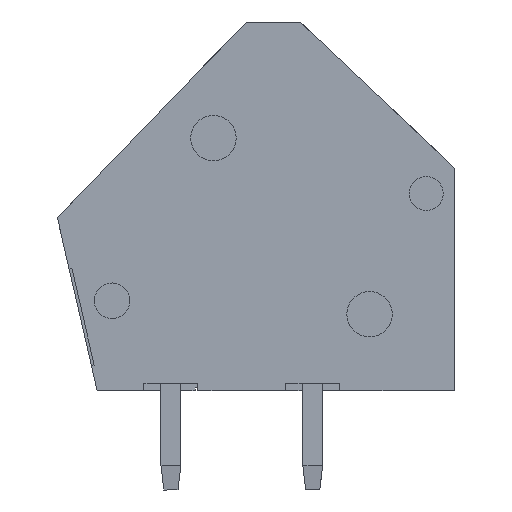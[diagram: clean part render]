
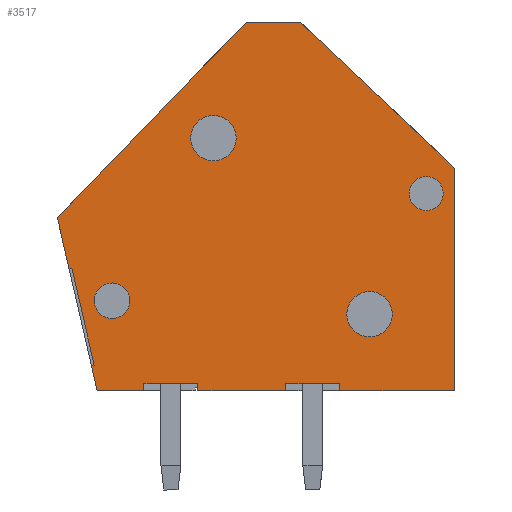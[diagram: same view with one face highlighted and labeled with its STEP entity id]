
A CAD part, left-side view. The second image highlights one B-rep face of the part: STEP entity #3517.
In plain terms, the highlighted planar face has unit normal (-1, 0, 0).
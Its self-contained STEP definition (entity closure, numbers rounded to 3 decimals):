
#145=CIRCLE('',#3764,0.625);
#146=CIRCLE('',#3765,0.8);
#147=CIRCLE('',#3766,0.8);
#148=CIRCLE('',#3767,0.6);
#295=ORIENTED_EDGE('',*,*,#1300,.T.);
#296=ORIENTED_EDGE('',*,*,#1301,.T.);
#297=ORIENTED_EDGE('',*,*,#1302,.T.);
#298=ORIENTED_EDGE('',*,*,#1303,.T.);
#299=ORIENTED_EDGE('',*,*,#1304,.T.);
#300=ORIENTED_EDGE('',*,*,#1305,.T.);
#301=ORIENTED_EDGE('',*,*,#1306,.T.);
#302=ORIENTED_EDGE('',*,*,#1307,.T.);
#303=ORIENTED_EDGE('',*,*,#1308,.T.);
#304=ORIENTED_EDGE('',*,*,#1309,.F.);
#305=ORIENTED_EDGE('',*,*,#1310,.F.);
#306=ORIENTED_EDGE('',*,*,#1311,.F.);
#307=ORIENTED_EDGE('',*,*,#1312,.T.);
#308=ORIENTED_EDGE('',*,*,#1313,.T.);
#309=ORIENTED_EDGE('',*,*,#1314,.T.);
#310=ORIENTED_EDGE('',*,*,#1315,.T.);
#311=ORIENTED_EDGE('',*,*,#1255,.T.);
#312=ORIENTED_EDGE('',*,*,#1316,.T.);
#313=ORIENTED_EDGE('',*,*,#1317,.T.);
#314=ORIENTED_EDGE('',*,*,#1318,.T.);
#315=ORIENTED_EDGE('',*,*,#1319,.T.);
#316=ORIENTED_EDGE('',*,*,#1320,.T.);
#1255=EDGE_CURVE('',#1761,#1762,#2100,.T.);
#1300=EDGE_CURVE('',#1799,#1799,#145,.T.);
#1301=EDGE_CURVE('',#1800,#1800,#146,.T.);
#1302=EDGE_CURVE('',#1801,#1801,#147,.T.);
#1303=EDGE_CURVE('',#1802,#1802,#148,.T.);
#1304=EDGE_CURVE('',#1803,#1804,#2142,.T.);
#1305=EDGE_CURVE('',#1804,#1805,#2143,.T.);
#1306=EDGE_CURVE('',#1805,#1806,#2144,.T.);
#1307=EDGE_CURVE('',#1806,#1807,#2145,.T.);
#1308=EDGE_CURVE('',#1807,#1808,#2146,.T.);
#1309=EDGE_CURVE('',#1809,#1808,#2147,.T.);
#1310=EDGE_CURVE('',#1810,#1809,#2148,.T.);
#1311=EDGE_CURVE('',#1811,#1810,#2149,.T.);
#1312=EDGE_CURVE('',#1811,#1812,#2150,.T.);
#1313=EDGE_CURVE('',#1812,#1813,#2151,.T.);
#1314=EDGE_CURVE('',#1813,#1814,#2152,.T.);
#1315=EDGE_CURVE('',#1814,#1761,#2153,.T.);
#1316=EDGE_CURVE('',#1762,#1815,#2154,.T.);
#1317=EDGE_CURVE('',#1815,#1816,#2155,.T.);
#1318=EDGE_CURVE('',#1816,#1817,#2156,.T.);
#1319=EDGE_CURVE('',#1817,#1818,#2157,.T.);
#1320=EDGE_CURVE('',#1818,#1803,#2158,.T.);
#1761=VERTEX_POINT('',#5079);
#1762=VERTEX_POINT('',#5080);
#1799=VERTEX_POINT('',#5170);
#1800=VERTEX_POINT('',#5172);
#1801=VERTEX_POINT('',#5174);
#1802=VERTEX_POINT('',#5176);
#1803=VERTEX_POINT('',#5178);
#1804=VERTEX_POINT('',#5179);
#1805=VERTEX_POINT('',#5181);
#1806=VERTEX_POINT('',#5183);
#1807=VERTEX_POINT('',#5185);
#1808=VERTEX_POINT('',#5187);
#1809=VERTEX_POINT('',#5189);
#1810=VERTEX_POINT('',#5191);
#1811=VERTEX_POINT('',#5193);
#1812=VERTEX_POINT('',#5195);
#1813=VERTEX_POINT('',#5197);
#1814=VERTEX_POINT('',#5199);
#1815=VERTEX_POINT('',#5202);
#1816=VERTEX_POINT('',#5204);
#1817=VERTEX_POINT('',#5206);
#1818=VERTEX_POINT('',#5208);
#2100=LINE('',#5078,#2509);
#2142=LINE('',#5177,#2551);
#2143=LINE('',#5180,#2552);
#2144=LINE('',#5182,#2553);
#2145=LINE('',#5184,#2554);
#2146=LINE('',#5186,#2555);
#2147=LINE('',#5188,#2556);
#2148=LINE('',#5190,#2557);
#2149=LINE('',#5192,#2558);
#2150=LINE('',#5194,#2559);
#2151=LINE('',#5196,#2560);
#2152=LINE('',#5198,#2561);
#2153=LINE('',#5200,#2562);
#2154=LINE('',#5201,#2563);
#2155=LINE('',#5203,#2564);
#2156=LINE('',#5205,#2565);
#2157=LINE('',#5207,#2566);
#2158=LINE('',#5209,#2567);
#2509=VECTOR('',#4064,1000.);
#2551=VECTOR('',#4136,1000.);
#2552=VECTOR('',#4137,1000.);
#2553=VECTOR('',#4138,1000.);
#2554=VECTOR('',#4139,1000.);
#2555=VECTOR('',#4140,1000.);
#2556=VECTOR('',#4141,1000.);
#2557=VECTOR('',#4142,1000.);
#2558=VECTOR('',#4143,1000.);
#2559=VECTOR('',#4144,1000.);
#2560=VECTOR('',#4145,1000.);
#2561=VECTOR('',#4146,1000.);
#2562=VECTOR('',#4147,1000.);
#2563=VECTOR('',#4148,1000.);
#2564=VECTOR('',#4149,1000.);
#2565=VECTOR('',#4150,1000.);
#2566=VECTOR('',#4151,1000.);
#2567=VECTOR('',#4152,1000.);
#2922=EDGE_LOOP('',(#295));
#2923=EDGE_LOOP('',(#296));
#2924=EDGE_LOOP('',(#297));
#2925=EDGE_LOOP('',(#298));
#2926=EDGE_LOOP('',(#299,#300,#301,#302,#303,#304,#305,#306,#307,#308,#309,
#310,#311,#312,#313,#314,#315,#316));
#3149=FACE_BOUND('',#2922,.T.);
#3150=FACE_BOUND('',#2923,.T.);
#3151=FACE_BOUND('',#2924,.T.);
#3152=FACE_BOUND('',#2925,.T.);
#3153=FACE_BOUND('',#2926,.T.);
#3372=PLANE('',#3763);
#3517=ADVANCED_FACE('',(#3149,#3150,#3151,#3152,#3153),#3372,.T.);
#3763=AXIS2_PLACEMENT_3D('',#5168,#4126,#4127);
#3764=AXIS2_PLACEMENT_3D('',#5169,#4128,#4129);
#3765=AXIS2_PLACEMENT_3D('',#5171,#4130,#4131);
#3766=AXIS2_PLACEMENT_3D('',#5173,#4132,#4133);
#3767=AXIS2_PLACEMENT_3D('',#5175,#4134,#4135);
#4064=DIRECTION('',(0.,0.693,-0.72));
#4126=DIRECTION('',(-1.,0.,0.));
#4127=DIRECTION('',(0.,0.,1.));
#4128=DIRECTION('',(1.,0.,0.));
#4129=DIRECTION('',(0.,-1.,0.));
#4130=DIRECTION('',(1.,0.,0.));
#4131=DIRECTION('',(0.,-1.,0.));
#4132=DIRECTION('',(1.,0.,0.));
#4133=DIRECTION('',(0.,-1.,0.));
#4134=DIRECTION('',(1.,0.,0.));
#4135=DIRECTION('',(0.,-1.,0.));
#4136=DIRECTION('',(0.,-1.,0.));
#4137=DIRECTION('',(0.,0.,1.));
#4138=DIRECTION('',(0.,-1.,0.));
#4139=DIRECTION('',(0.,0.,-1.));
#4140=DIRECTION('',(0.,-1.,0.));
#4141=DIRECTION('',(0.,0.,-1.));
#4142=DIRECTION('',(0.,1.,0.));
#4143=DIRECTION('',(0.,0.,1.));
#4144=DIRECTION('',(0.,-1.,0.));
#4145=DIRECTION('',(0.,0.,1.));
#4146=DIRECTION('',(0.,0.727,0.687));
#4147=DIRECTION('',(0.,1.,0.));
#4148=DIRECTION('',(0.,-0.224,-0.975));
#4149=DIRECTION('',(0.,-0.975,0.224));
#4150=DIRECTION('',(0.,-0.224,-0.975));
#4151=DIRECTION('',(0.,0.975,-0.224));
#4152=DIRECTION('',(0.,-0.224,-0.975));
#5078=CARTESIAN_POINT('',(-2.5,1.05,9.075));
#5079=CARTESIAN_POINT('',(-2.5,1.05,9.075));
#5080=CARTESIAN_POINT('',(-2.5,7.7,2.166));
#5168=CARTESIAN_POINT('',(-2.5,0.,0.));
#5169=CARTESIAN_POINT('',(-2.5,5.775,-0.75));
#5170=CARTESIAN_POINT('',(-2.5,5.15,-0.75));
#5171=CARTESIAN_POINT('',(-2.5,2.2,4.981));
#5172=CARTESIAN_POINT('',(-2.5,1.4,4.981));
#5173=CARTESIAN_POINT('',(-2.5,-3.304,-1.23));
#5174=CARTESIAN_POINT('',(-2.5,-4.104,-1.23));
#5175=CARTESIAN_POINT('',(-2.5,-5.3,3.025));
#5176=CARTESIAN_POINT('',(-2.5,-5.9,3.025));
#5177=CARTESIAN_POINT('',(-2.5,6.3,-3.925));
#5178=CARTESIAN_POINT('',(-2.5,6.3,-3.925));
#5179=CARTESIAN_POINT('',(-2.5,4.65,-3.925));
#5180=CARTESIAN_POINT('',(-2.5,4.65,0.));
#5181=CARTESIAN_POINT('',(-2.5,4.65,-3.675));
#5182=CARTESIAN_POINT('',(-2.5,0.,-3.675));
#5183=CARTESIAN_POINT('',(-2.5,2.75,-3.675));
#5184=CARTESIAN_POINT('',(-2.5,2.75,0.));
#5185=CARTESIAN_POINT('',(-2.5,2.75,-3.925));
#5186=CARTESIAN_POINT('',(-2.5,6.3,-3.925));
#5187=CARTESIAN_POINT('',(-2.5,-0.35,-3.925));
#5188=CARTESIAN_POINT('',(-2.5,-0.35,0.));
#5189=CARTESIAN_POINT('',(-2.5,-0.35,-3.675));
#5190=CARTESIAN_POINT('',(-2.5,0.,-3.675));
#5191=CARTESIAN_POINT('',(-2.5,-2.25,-3.675));
#5192=CARTESIAN_POINT('',(-2.5,-2.25,0.));
#5193=CARTESIAN_POINT('',(-2.5,-2.25,-3.925));
#5194=CARTESIAN_POINT('',(-2.5,6.3,-3.925));
#5195=CARTESIAN_POINT('',(-2.5,-6.3,-3.925));
#5196=CARTESIAN_POINT('',(-2.5,-6.3,-3.925));
#5197=CARTESIAN_POINT('',(-2.5,-6.3,3.925));
#5198=CARTESIAN_POINT('',(-2.5,-6.3,3.925));
#5199=CARTESIAN_POINT('',(-2.5,-0.85,9.075));
#5200=CARTESIAN_POINT('',(-2.5,-0.85,9.075));
#5201=CARTESIAN_POINT('',(-2.5,7.7,2.166));
#5202=CARTESIAN_POINT('',(-2.5,7.286,0.363));
#5203=CARTESIAN_POINT('',(-2.5,7.286,0.363));
#5204=CARTESIAN_POINT('',(-2.5,7.188,0.386));
#5205=CARTESIAN_POINT('',(-2.5,7.188,0.386));
#5206=CARTESIAN_POINT('',(-2.5,6.404,-3.025));
#5207=CARTESIAN_POINT('',(-2.5,6.404,-3.025));
#5208=CARTESIAN_POINT('',(-2.5,6.502,-3.048));
#5209=CARTESIAN_POINT('',(-2.5,6.502,-3.048));
